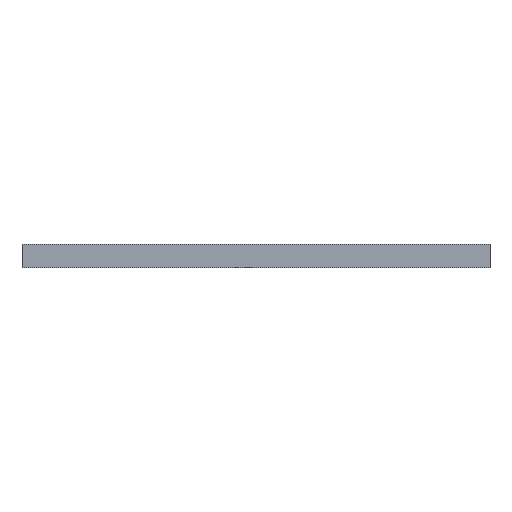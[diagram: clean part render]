
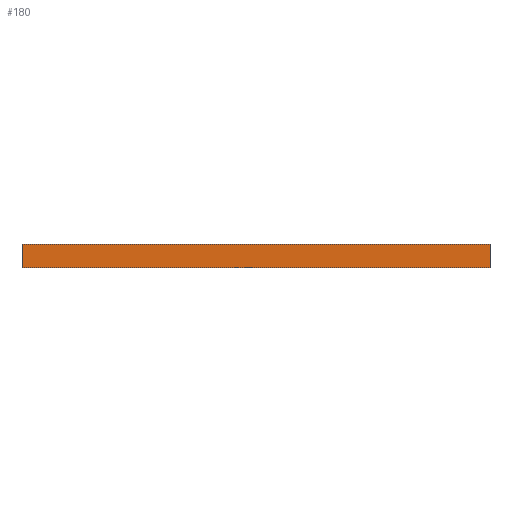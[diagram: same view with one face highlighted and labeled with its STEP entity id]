
A CAD part, front view. The second image highlights one B-rep face of the part: STEP entity #180.
In plain terms, the highlighted planar face has unit normal (0, -1, 0).
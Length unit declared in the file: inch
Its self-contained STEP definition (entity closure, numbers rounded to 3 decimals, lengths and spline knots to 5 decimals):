
#132 = DIRECTION ( 'NONE',  ( 1., 0., 0. ) ) ;
#145 = VERTEX_POINT ( 'NONE', #4219 ) ;
#180 = ADVANCED_FACE ( 'NONE', ( #2463 ), #4083, .F. ) ;
#434 = EDGE_LOOP ( 'NONE', ( #7155, #8433, #4178, #3598 ) ) ;
#1100 = CARTESIAN_POINT ( 'NONE',  ( -3.84375, 0., 0. ) ) ;
#1324 = VECTOR ( 'NONE', #4362, 39.37008 ) ;
#1498 = LINE ( 'NONE', #2846, #2365 ) ;
#1904 = VERTEX_POINT ( 'NONE', #6529 ) ;
#2365 = VECTOR ( 'NONE', #132, 39.37008 ) ;
#2446 = CARTESIAN_POINT ( 'NONE',  ( -3.84375, 0., 0. ) ) ;
#2463 = FACE_OUTER_BOUND ( 'NONE', #434, .T. ) ;
#2546 = VERTEX_POINT ( 'NONE', #2446 ) ;
#2552 = CARTESIAN_POINT ( 'NONE',  ( -3.84375, 0., 0.39 ) ) ;
#2825 = EDGE_CURVE ( 'NONE', #145, #5447, #1498, .T. ) ;
#2846 = CARTESIAN_POINT ( 'NONE',  ( -3.84375, 0., 0.39 ) ) ;
#3442 = DIRECTION ( 'NONE',  ( 0., 1., 0. ) ) ;
#3486 = DIRECTION ( 'NONE',  ( -1., 0., 0. ) ) ;
#3598 = ORIENTED_EDGE ( 'NONE', *, *, #6995, .T. ) ;
#4083 = PLANE ( 'NONE',  #5355 ) ;
#4178 = ORIENTED_EDGE ( 'NONE', *, *, #2825, .F. ) ;
#4219 = CARTESIAN_POINT ( 'NONE',  ( -3.84375, 0., 0.39 ) ) ;
#4322 = CARTESIAN_POINT ( 'NONE',  ( 3.84375, 0., 0.39 ) ) ;
#4362 = DIRECTION ( 'NONE',  ( 0., 0., -1. ) ) ;
#4636 = CARTESIAN_POINT ( 'NONE',  ( 3.84375, 0., 0.39 ) ) ;
#5038 = LINE ( 'NONE', #7737, #1324 ) ;
#5355 = AXIS2_PLACEMENT_3D ( 'NONE', #2552, #3442, #3486 ) ;
#5447 = VERTEX_POINT ( 'NONE', #4636 ) ;
#5827 = DIRECTION ( 'NONE',  ( 1., 0., 0. ) ) ;
#6365 = LINE ( 'NONE', #4322, #7603 ) ;
#6434 = LINE ( 'NONE', #1100, #8317 ) ;
#6529 = CARTESIAN_POINT ( 'NONE',  ( 3.84375, 0., 0. ) ) ;
#6933 = EDGE_CURVE ( 'NONE', #5447, #1904, #6365, .T. ) ;
#6995 = EDGE_CURVE ( 'NONE', #145, #2546, #5038, .T. ) ;
#7114 = DIRECTION ( 'NONE',  ( 0., 0., -1. ) ) ;
#7155 = ORIENTED_EDGE ( 'NONE', *, *, #7465, .T. ) ;
#7465 = EDGE_CURVE ( 'NONE', #2546, #1904, #6434, .T. ) ;
#7603 = VECTOR ( 'NONE', #7114, 39.37008 ) ;
#7737 = CARTESIAN_POINT ( 'NONE',  ( -3.84375, 0., 0.39 ) ) ;
#8317 = VECTOR ( 'NONE', #5827, 39.37008 ) ;
#8433 = ORIENTED_EDGE ( 'NONE', *, *, #6933, .F. ) ;
